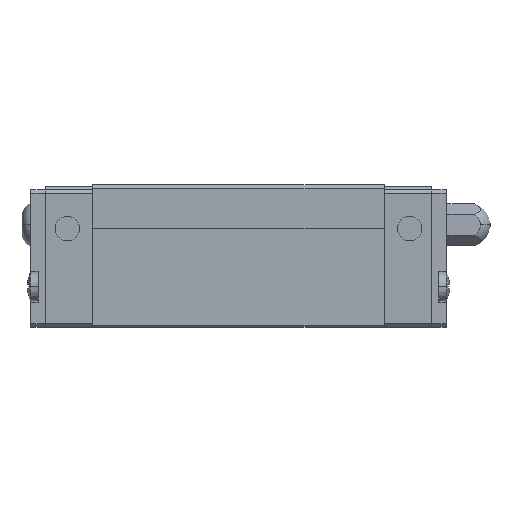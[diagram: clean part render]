
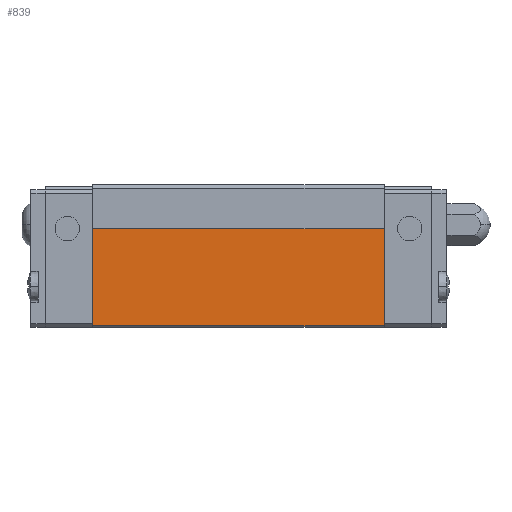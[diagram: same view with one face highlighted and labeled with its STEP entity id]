
A CAD part, left-side view. The second image highlights one B-rep face of the part: STEP entity #839.
In plain terms, the highlighted planar face has unit normal (-1, 0, 0).
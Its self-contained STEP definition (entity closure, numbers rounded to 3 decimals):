
#839=ADVANCED_FACE('',(#1721),#1722,.T.);
#1721=FACE_OUTER_BOUND('',#2634,.T.);
#1722=PLANE('',#2635);
#2634=EDGE_LOOP('',(#5221,#5222,#5223,#5224));
#2635=AXIS2_PLACEMENT_3D('',#5225,#5226,#5227);
#5221=ORIENTED_EDGE('',*,*,#6440,.F.);
#5222=ORIENTED_EDGE('',*,*,#6485,.F.);
#5223=ORIENTED_EDGE('',*,*,#6418,.F.);
#5224=ORIENTED_EDGE('',*,*,#6483,.T.);
#5225=CARTESIAN_POINT('',(-16.7,28.401,6.0));
#5226=DIRECTION('',(-1.0,0.0,0.0));
#5227=DIRECTION('',(0.0,0.0,1.0));
#6418=EDGE_CURVE('',#7959,#7961,#7962,.T.);
#6440=EDGE_CURVE('',#7989,#7991,#7992,.T.);
#6483=EDGE_CURVE('',#7959,#7991,#8049,.T.);
#6485=EDGE_CURVE('',#7961,#7989,#8051,.T.);
#7959=VERTEX_POINT('',#10618);
#7961=VERTEX_POINT('',#10621);
#7962=LINE('',#10622,#10623);
#7989=VERTEX_POINT('',#10663);
#7991=VERTEX_POINT('',#10666);
#7992=LINE('',#10667,#10668);
#8049=LINE('',#10752,#10753);
#8051=LINE('',#10755,#10756);
#10618=CARTESIAN_POINT('',(-16.7,8.501,18.0));
#10621=CARTESIAN_POINT('',(-16.7,8.501,4.7));
#10622=CARTESIAN_POINT('',(-16.7,8.501,10.125));
#10623=VECTOR('',#11782,1.0);
#10663=CARTESIAN_POINT('',(-16.7,48.301,4.7));
#10666=CARTESIAN_POINT('',(-16.7,48.301,18.0));
#10667=CARTESIAN_POINT('',(-16.7,48.301,10.125));
#10668=VECTOR('',#11797,1.0);
#10752=CARTESIAN_POINT('',(-16.7,28.401,18.0));
#10753=VECTOR('',#11837,1.0);
#10755=CARTESIAN_POINT('',(-16.7,38.351,4.7));
#10756=VECTOR('',#11838,1.0);
#11782=DIRECTION('',(-0.0,-0.0,-1.0));
#11797=DIRECTION('',(0.0,0.0,1.0));
#11837=DIRECTION('',(0.0,1.0,0.0));
#11838=DIRECTION('',(0.0,1.0,-0.0));
